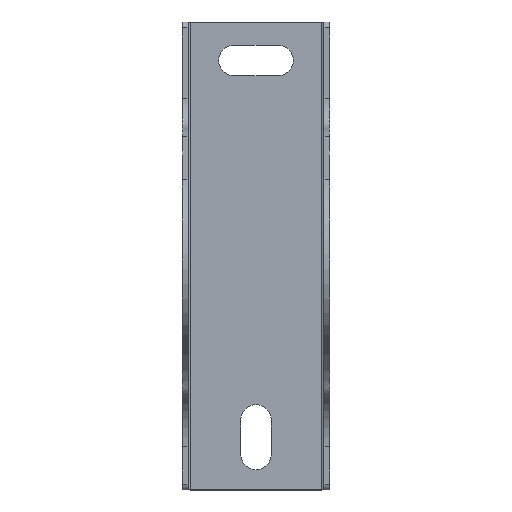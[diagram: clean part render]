
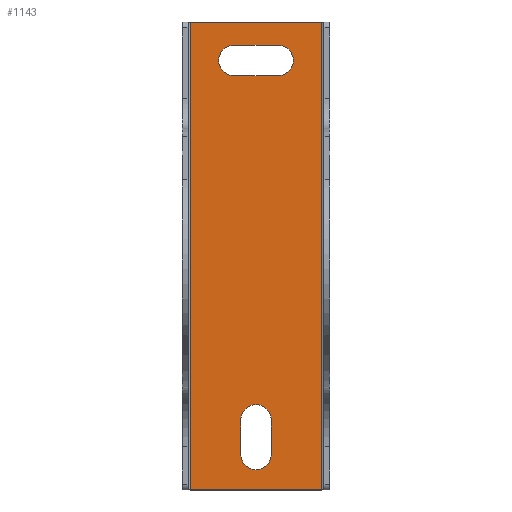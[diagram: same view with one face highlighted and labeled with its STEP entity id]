
A CAD part, top view. The second image highlights one B-rep face of the part: STEP entity #1143.
In plain terms, the highlighted planar face has unit normal (0, 0, 1).
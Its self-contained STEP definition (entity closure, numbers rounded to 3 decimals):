
#25 = EDGE_CURVE ( 'NONE', #164, #1167, #2249, .T. ) ;
#58 = AXIS2_PLACEMENT_3D ( 'NONE', #779, #777, #783 ) ;
#164 = VERTEX_POINT ( 'NONE', #1613 ) ;
#243 = AXIS2_PLACEMENT_3D ( 'NONE', #1441, #1442, #1443 ) ;
#244 = AXIS2_PLACEMENT_3D ( 'NONE', #1446, #1447, #1448 ) ;
#245 = AXIS2_PLACEMENT_3D ( 'NONE', #1451, #1452, #1453 ) ;
#246 = AXIS2_PLACEMENT_3D ( 'NONE', #1454, #1455, #1456 ) ;
#363 = EDGE_CURVE ( 'NONE', #1759, #1167, #2321, .T. ) ;
#364 = EDGE_CURVE ( 'NONE', #164, #1771, #2323, .T. ) ;
#651 = LINE ( 'NONE', #1324, #653 ) ;
#653 = VECTOR ( 'NONE', #1417, 1000. ) ;
#660 = CIRCLE ( 'NONE', #243, 5.15 ) ;
#661 = LINE ( 'NONE', #1434, #663 ) ;
#662 = CIRCLE ( 'NONE', #244, 5.15 ) ;
#663 = VECTOR ( 'NONE', #1435, 1000. ) ;
#664 = LINE ( 'NONE', #1439, #666 ) ;
#665 = CIRCLE ( 'NONE', #245, 5.15 ) ;
#666 = VECTOR ( 'NONE', #1440, 1000. ) ;
#667 = LINE ( 'NONE', #1444, #669 ) ;
#668 = CIRCLE ( 'NONE', #246, 5.15 ) ;
#669 = VECTOR ( 'NONE', #1445, 1000. ) ;
#670 = LINE ( 'NONE', #1449, #672 ) ;
#672 = VECTOR ( 'NONE', #1450, 1000. ) ;
#777 = DIRECTION ( 'NONE',  ( 0., 0., 1. ) ) ;
#779 = CARTESIAN_POINT ( 'NONE',  ( -23., -79.25, 2. ) ) ;
#781 = PLANE ( 'NONE',  #58 ) ;
#783 = DIRECTION ( 'NONE',  ( 1., 0., 0. ) ) ;
#815 = CARTESIAN_POINT ( 'NONE',  ( 22.263, -79.25, 2. ) ) ;
#824 = CARTESIAN_POINT ( 'NONE',  ( 7.5, 61.1, 2. ) ) ;
#832 = CARTESIAN_POINT ( 'NONE',  ( -5.15, -67.25, 2. ) ) ;
#857 = CARTESIAN_POINT ( 'NONE',  ( 22.263, 79.25, 2. ) ) ;
#869 = CARTESIAN_POINT ( 'NONE',  ( -5.15, -55.5, 2. ) ) ;
#870 = CARTESIAN_POINT ( 'NONE',  ( -22.263, 79.25, 2. ) ) ;
#897 = CARTESIAN_POINT ( 'NONE',  ( 5.15, -55.5, 2. ) ) ;
#901 = CARTESIAN_POINT ( 'NONE',  ( 5.15, -67.25, 2. ) ) ;
#943 = FACE_BOUND ( 'NONE', #1967, .T. ) ;
#947 = FACE_OUTER_BOUND ( 'NONE', #1959, .T. ) ;
#952 = FACE_BOUND ( 'NONE', #1964, .T. ) ;
#1021 = EDGE_CURVE ( 'NONE', #1759, #1771, #651, .T. ) ;
#1027 = EDGE_CURVE ( 'NONE', #2405, #1770, #660, .T. ) ;
#1028 = EDGE_CURVE ( 'NONE', #2409, #2405, #661, .T. ) ;
#1029 = EDGE_CURVE ( 'NONE', #1184, #2409, #662, .T. ) ;
#1030 = EDGE_CURVE ( 'NONE', #1770, #1184, #664, .T. ) ;
#1031 = EDGE_CURVE ( 'NONE', #1076, #1049, #665, .T. ) ;
#1032 = EDGE_CURVE ( 'NONE', #1055, #1076, #667, .T. ) ;
#1033 = EDGE_CURVE ( 'NONE', #1176, #1055, #668, .T. ) ;
#1034 = EDGE_CURVE ( 'NONE', #1049, #1176, #670, .T. ) ;
#1049 = VERTEX_POINT ( 'NONE', #1493 ) ;
#1055 = VERTEX_POINT ( 'NONE', #1499 ) ;
#1076 = VERTEX_POINT ( 'NONE', #1520 ) ;
#1104 = CARTESIAN_POINT ( 'NONE',  ( 22.263, 79.25, 2. ) ) ;
#1105 = DIRECTION ( 'NONE',  ( 0., -1., 0. ) ) ;
#1106 = CARTESIAN_POINT ( 'NONE',  ( -22.263, -79.25, 2. ) ) ;
#1107 = DIRECTION ( 'NONE',  ( 0., 1., 0. ) ) ;
#1143 = ADVANCED_FACE ( 'NONE', ( #943, #952, #947 ), #781, .T. ) ;
#1167 = VERTEX_POINT ( 'NONE', #815 ) ;
#1176 = VERTEX_POINT ( 'NONE', #824 ) ;
#1184 = VERTEX_POINT ( 'NONE', #832 ) ;
#1324 = CARTESIAN_POINT ( 'NONE',  ( -23., 79.25, 2. ) ) ;
#1417 = DIRECTION ( 'NONE',  ( -1., 0., 0. ) ) ;
#1434 = CARTESIAN_POINT ( 'NONE',  ( 5.15, -55.5, 2. ) ) ;
#1435 = DIRECTION ( 'NONE',  ( 0., 1., 0. ) ) ;
#1439 = CARTESIAN_POINT ( 'NONE',  ( -5.15, -55.5, 2. ) ) ;
#1440 = DIRECTION ( 'NONE',  ( 0., -1., 0. ) ) ;
#1441 = CARTESIAN_POINT ( 'NONE',  ( 0., -55.5, 2. ) ) ;
#1442 = DIRECTION ( 'NONE',  ( 0., 0., 1. ) ) ;
#1443 = DIRECTION ( 'NONE',  ( -1., 0., 0. ) ) ;
#1444 = CARTESIAN_POINT ( 'NONE',  ( -7.5, 71.4, 2. ) ) ;
#1445 = DIRECTION ( 'NONE',  ( -1., 0., 0. ) ) ;
#1446 = CARTESIAN_POINT ( 'NONE',  ( 0., -67.25, 2. ) ) ;
#1447 = DIRECTION ( 'NONE',  ( 0., 0., 1. ) ) ;
#1448 = DIRECTION ( 'NONE',  ( 1., 0., 0. ) ) ;
#1449 = CARTESIAN_POINT ( 'NONE',  ( -7.5, 61.1, 2. ) ) ;
#1450 = DIRECTION ( 'NONE',  ( 1., 0., 0. ) ) ;
#1451 = CARTESIAN_POINT ( 'NONE',  ( -7.5, 66.25, 2. ) ) ;
#1452 = DIRECTION ( 'NONE',  ( 0., 0., 1. ) ) ;
#1453 = DIRECTION ( 'NONE',  ( -1., 0., 0. ) ) ;
#1454 = CARTESIAN_POINT ( 'NONE',  ( 7.5, 66.25, 2. ) ) ;
#1455 = DIRECTION ( 'NONE',  ( 0., 0., 1. ) ) ;
#1456 = DIRECTION ( 'NONE',  ( 1., 0., 0. ) ) ;
#1493 = CARTESIAN_POINT ( 'NONE',  ( -7.5, 61.1, 2. ) ) ;
#1499 = CARTESIAN_POINT ( 'NONE',  ( 7.5, 71.4, 2. ) ) ;
#1520 = CARTESIAN_POINT ( 'NONE',  ( -7.5, 71.4, 2. ) ) ;
#1613 = CARTESIAN_POINT ( 'NONE',  ( -22.263, -79.25, 2. ) ) ;
#1759 = VERTEX_POINT ( 'NONE', #857 ) ;
#1770 = VERTEX_POINT ( 'NONE', #869 ) ;
#1771 = VERTEX_POINT ( 'NONE', #870 ) ;
#1843 = ORIENTED_EDGE ( 'NONE', *, *, #364, .F. ) ;
#1888 = ORIENTED_EDGE ( 'NONE', *, *, #1027, .F. ) ;
#1889 = ORIENTED_EDGE ( 'NONE', *, *, #1028, .F. ) ;
#1890 = ORIENTED_EDGE ( 'NONE', *, *, #1029, .F. ) ;
#1891 = ORIENTED_EDGE ( 'NONE', *, *, #1030, .F. ) ;
#1892 = ORIENTED_EDGE ( 'NONE', *, *, #1031, .F. ) ;
#1893 = ORIENTED_EDGE ( 'NONE', *, *, #1032, .F. ) ;
#1894 = ORIENTED_EDGE ( 'NONE', *, *, #1033, .F. ) ;
#1895 = ORIENTED_EDGE ( 'NONE', *, *, #1034, .F. ) ;
#1896 = ORIENTED_EDGE ( 'NONE', *, *, #25, .T. ) ;
#1897 = ORIENTED_EDGE ( 'NONE', *, *, #363, .F. ) ;
#1898 = ORIENTED_EDGE ( 'NONE', *, *, #1021, .T. ) ;
#1959 = EDGE_LOOP ( 'NONE', ( #1896, #1897, #1898, #1843 ) ) ;
#1964 = EDGE_LOOP ( 'NONE', ( #1892, #1893, #1894, #1895 ) ) ;
#1967 = EDGE_LOOP ( 'NONE', ( #1888, #1889, #1890, #1891 ) ) ;
#2249 = LINE ( 'NONE', #2383, #2252 ) ;
#2252 = VECTOR ( 'NONE', #2385, 1000. ) ;
#2321 = LINE ( 'NONE', #1104, #2324 ) ;
#2323 = LINE ( 'NONE', #1106, #2326 ) ;
#2324 = VECTOR ( 'NONE', #1105, 1000. ) ;
#2326 = VECTOR ( 'NONE', #1107, 1000. ) ;
#2383 = CARTESIAN_POINT ( 'NONE',  ( -23., -79.25, 2. ) ) ;
#2385 = DIRECTION ( 'NONE',  ( 1., 0., 0. ) ) ;
#2405 = VERTEX_POINT ( 'NONE', #897 ) ;
#2409 = VERTEX_POINT ( 'NONE', #901 ) ;
